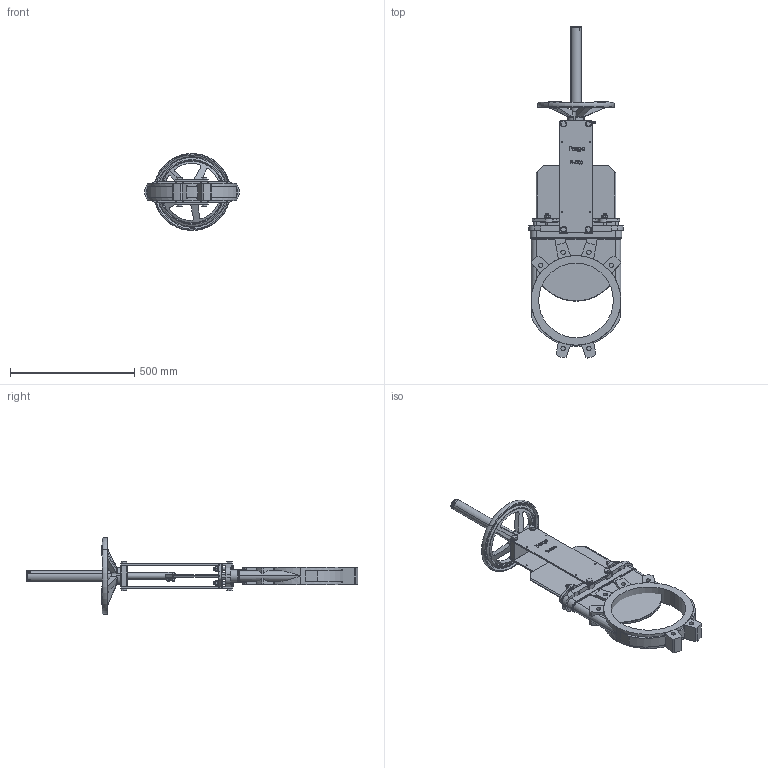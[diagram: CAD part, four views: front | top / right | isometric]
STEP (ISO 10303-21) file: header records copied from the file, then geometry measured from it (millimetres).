
FILE_DESCRIPTION (( 'STEP AP214' ), '1' );
FILE_NAME ('FM200-Plattenschieber-Stoffschieber-DN300-PN10-Handrad-Steigender-Spindel-Fergo.STEP', '2022-09-22T11:38:28', ( '' ), ( '' ), 'SwSTEP 2.0', 'SolidWorks 2022', '' );
FILE_SCHEMA (( 'AUTOMOTIVE_DESIGN' ));
Length unit declared in the file: millimetre
Products named in the file (1): FM200-Plattenschieber-Stoffschieber-DN300-PN10-Handrad-Steigender-Spindel-Fergo
Bounding box: 380 x 1334.49 x 309.29 mm (x, y, z)
Volume: 9989699.3 mm3; surface area: 1467767.3 mm2
Topology: 45 solids, 45 shells, 2062 faces, 5380 edges, 3498 vertices
Faces by surface type: cylinder 846, plane 672, bspline 337, cone 148, torus 59
Entity records: 133632 total; most frequent: CARTESIAN_POINT 82694, ORIENTED_EDGE 10756, DIRECTION 7628, EDGE_CURVE 5378, VERTEX_POINT 3498, AXIS2_PLACEMENT_3D 2709, EDGE_LOOP 2250, VECTOR 2210
